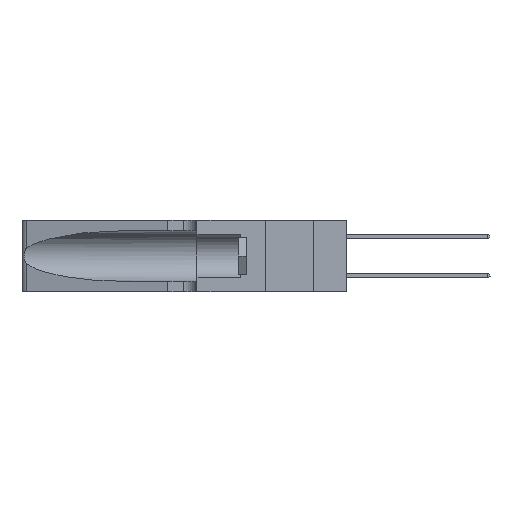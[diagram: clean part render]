
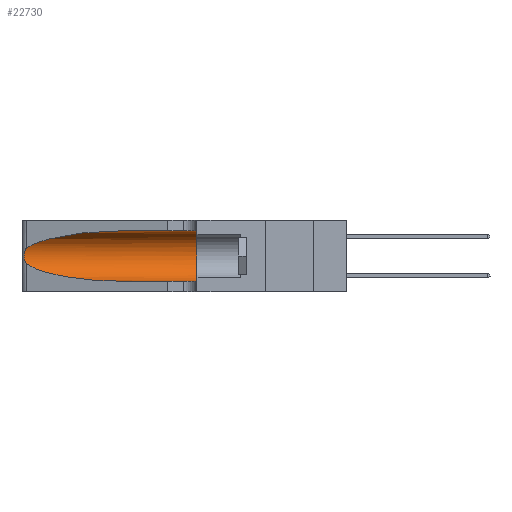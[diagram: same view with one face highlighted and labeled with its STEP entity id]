
A CAD part, left-side view. The second image highlights one B-rep face of the part: STEP entity #22730.
In plain terms, the highlighted cylindrical face has radius 3.308 mm (diameter 6.617 mm), a partial arc.
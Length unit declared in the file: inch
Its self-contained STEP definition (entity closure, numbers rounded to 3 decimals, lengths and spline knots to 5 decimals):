
#294 = ORIENTED_EDGE ( 'NONE', *, *, #11736, .T. ) ;
#369 = LINE ( 'NONE', #10292, #24854 ) ;
#517 = CARTESIAN_POINT ( 'NONE',  ( 0.1305, 0.72297, 0.05475 ) ) ;
#714 = CARTESIAN_POINT ( 'NONE',  ( 0.1305, 0.72297, 0.31525 ) ) ;
#1096 = AXIS2_PLACEMENT_3D ( 'NONE', #17983, #6137, #8497 ) ;
#1560 = CARTESIAN_POINT ( 'NONE',  ( 0.25555, 1.22994, 0.2215 ) ) ;
#1852 = EDGE_CURVE ( 'NONE', #26942, #6531, #5557, .T. ) ;
#1932 = B_SPLINE_CURVE_WITH_KNOTS ( 'NONE', 3,
 ( #20421, #1560, #8253, #22389, #12946, #4124, #1964, #23324, #6506, #23123, #8860, #20731, #27813, #30205 ),
 .UNSPECIFIED., .F., .F.,
 ( 4, 2, 2, 2, 2, 2, 4 ),
 ( 0., 0.00027, 0.00053, 0.00107, 0.0016, 0.00187, 0.00214 ),
 .UNSPECIFIED. ) ;
#1964 = CARTESIAN_POINT ( 'NONE',  ( 0.26075, 1.23896, 0.19203 ) ) ;
#3328 = CARTESIAN_POINT ( 'NONE',  ( 0.1305, 0.35, 0.185 ) ) ;
#3513 = DIRECTION ( 'NONE',  ( 0., -1., 0. ) ) ;
#3917 = VECTOR ( 'NONE', #3513, 39.37008 ) ;
#3994 = ORIENTED_EDGE ( 'NONE', *, *, #14748, .T. ) ;
#4124 = CARTESIAN_POINT ( 'NONE',  ( 0.26018, 1.23835, 0.19895 ) ) ;
#5372 = CARTESIAN_POINT ( 'NONE',  ( 0.18966, 0.96281, 0.31525 ) ) ;
#5520 = DIRECTION ( 'NONE',  ( 0., 1., 0. ) ) ;
#5557 = CIRCLE ( 'NONE', #15806, 0.13025 ) ;
#6137 = DIRECTION ( 'NONE',  ( 0., -1., 0. ) ) ;
#6506 = CARTESIAN_POINT ( 'NONE',  ( 0.26017, 1.23833, 0.17102 ) ) ;
#6531 = VERTEX_POINT ( 'NONE', #10617 ) ;
#8253 = CARTESIAN_POINT ( 'NONE',  ( 0.25639, 1.23184, 0.21858 ) ) ;
#8497 = DIRECTION ( 'NONE',  ( 0., 0., -1. ) ) ;
#8860 = CARTESIAN_POINT ( 'NONE',  ( 0.25789, 1.23486, 0.15765 ) ) ;
#9681 =( BOUNDED_CURVE ( )  B_SPLINE_CURVE ( 3, ( #14234, #21374, #10012, #517 ),
 .UNSPECIFIED., .F., .F. ) 
 B_SPLINE_CURVE_WITH_KNOTS ( ( 4, 4 ),
 ( 3.44316, 4.71239 ),
 .UNSPECIFIED. ) 
 CURVE ( )  GEOMETRIC_REPRESENTATION_ITEM ( )  RATIONAL_B_SPLINE_CURVE ( ( 1., 0.87, 0.87, 1. ) ) 
 REPRESENTATION_ITEM ( '' )  );
#10012 = CARTESIAN_POINT ( 'NONE',  ( 0.18966, 0.96281, 0.05475 ) ) ;
#10292 = CARTESIAN_POINT ( 'NONE',  ( 0.1305, 1.61858, 0.31525 ) ) ;
#10617 = CARTESIAN_POINT ( 'NONE',  ( 0.1305, 0.35, 0.05475 ) ) ;
#10769 = VERTEX_POINT ( 'NONE', #17618 ) ;
#10835 = CARTESIAN_POINT ( 'NONE',  ( 0.1305, 0.72297, 0.31525 ) ) ;
#11238 = ORIENTED_EDGE ( 'NONE', *, *, #18118, .T. ) ;
#11595 = VERTEX_POINT ( 'NONE', #28070 ) ;
#11736 = EDGE_CURVE ( 'NONE', #10769, #28860, #9681, .T. ) ;
#12067 = ORIENTED_EDGE ( 'NONE', *, *, #14754, .T. ) ;
#12946 = CARTESIAN_POINT ( 'NONE',  ( 0.25854, 1.2359, 0.20912 ) ) ;
#13436 = CARTESIAN_POINT ( 'NONE',  ( 0.1305, 0.72297, 0.05475 ) ) ;
#14234 = CARTESIAN_POINT ( 'NONE',  ( 0.25487, 1.22718, 0.14631 ) ) ;
#14748 = EDGE_CURVE ( 'NONE', #11595, #10769, #1932, .T. ) ;
#14754 = EDGE_CURVE ( 'NONE', #28860, #6531, #30679, .T. ) ;
#15806 = AXIS2_PLACEMENT_3D ( 'NONE', #3328, #5520, #22108 ) ;
#17618 = CARTESIAN_POINT ( 'NONE',  ( 0.25487, 1.22718, 0.14631 ) ) ;
#17983 = CARTESIAN_POINT ( 'NONE',  ( 0.1305, 1.61858, 0.185 ) ) ;
#18118 = EDGE_CURVE ( 'NONE', #28249, #11595, #23528, .T. ) ;
#19665 = CARTESIAN_POINT ( 'NONE',  ( 0.25487, 1.22718, 0.22369 ) ) ;
#19872 = CARTESIAN_POINT ( 'NONE',  ( 0.2373, 1.15595, 0.28018 ) ) ;
#20368 = DIRECTION ( 'NONE',  ( 0., -1., 0. ) ) ;
#20421 = CARTESIAN_POINT ( 'NONE',  ( 0.25487, 1.22718, 0.22369 ) ) ;
#20731 = CARTESIAN_POINT ( 'NONE',  ( 0.25639, 1.23186, 0.15144 ) ) ;
#20756 = EDGE_CURVE ( 'NONE', #28249, #26942, #369, .T. ) ;
#21050 = CYLINDRICAL_SURFACE ( 'NONE', #1096, 0.13025 ) ;
#21374 = CARTESIAN_POINT ( 'NONE',  ( 0.2373, 1.15595, 0.08982 ) ) ;
#21853 = EDGE_LOOP ( 'NONE', ( #11238, #3994, #294, #12067, #29434, #26997 ) ) ;
#22108 = DIRECTION ( 'NONE',  ( 0., 0., 1. ) ) ;
#22389 = CARTESIAN_POINT ( 'NONE',  ( 0.25787, 1.23484, 0.2124 ) ) ;
#22730 = ADVANCED_FACE ( 'NONE', ( #23282 ), #21050, .F. ) ;
#23123 = CARTESIAN_POINT ( 'NONE',  ( 0.25856, 1.23593, 0.16098 ) ) ;
#23282 = FACE_OUTER_BOUND ( 'NONE', #21853, .T. ) ;
#23324 = CARTESIAN_POINT ( 'NONE',  ( 0.26075, 1.23896, 0.178 ) ) ;
#23528 =( BOUNDED_CURVE ( )  B_SPLINE_CURVE ( 3, ( #714, #5372, #19872, #19665 ),
 .UNSPECIFIED., .F., .F. ) 
 B_SPLINE_CURVE_WITH_KNOTS ( ( 4, 4 ),
 ( 1.5708, 2.84003 ),
 .UNSPECIFIED. ) 
 CURVE ( )  GEOMETRIC_REPRESENTATION_ITEM ( )  RATIONAL_B_SPLINE_CURVE ( ( 1., 0.87, 0.87, 1. ) ) 
 REPRESENTATION_ITEM ( '' )  );
#24854 = VECTOR ( 'NONE', #20368, 39.37008 ) ;
#26942 = VERTEX_POINT ( 'NONE', #29456 ) ;
#26997 = ORIENTED_EDGE ( 'NONE', *, *, #20756, .F. ) ;
#27813 = CARTESIAN_POINT ( 'NONE',  ( 0.25555, 1.22993, 0.14849 ) ) ;
#28070 = CARTESIAN_POINT ( 'NONE',  ( 0.25487, 1.22718, 0.22369 ) ) ;
#28249 = VERTEX_POINT ( 'NONE', #10835 ) ;
#28860 = VERTEX_POINT ( 'NONE', #13436 ) ;
#29434 = ORIENTED_EDGE ( 'NONE', *, *, #1852, .F. ) ;
#29456 = CARTESIAN_POINT ( 'NONE',  ( 0.1305, 0.35, 0.31525 ) ) ;
#29572 = CARTESIAN_POINT ( 'NONE',  ( 0.1305, 1.61858, 0.05475 ) ) ;
#30205 = CARTESIAN_POINT ( 'NONE',  ( 0.25487, 1.22718, 0.14631 ) ) ;
#30679 = LINE ( 'NONE', #29572, #3917 ) ;
